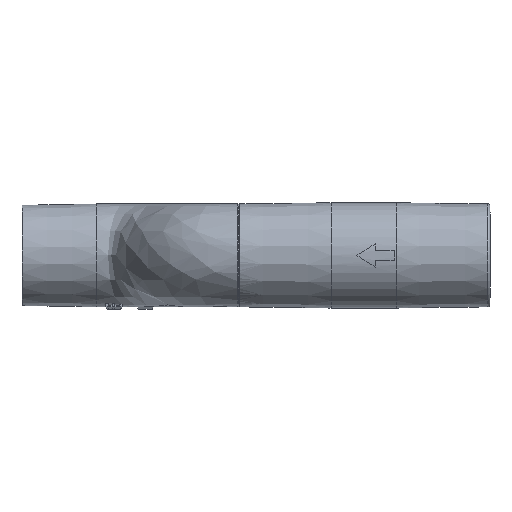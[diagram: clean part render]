
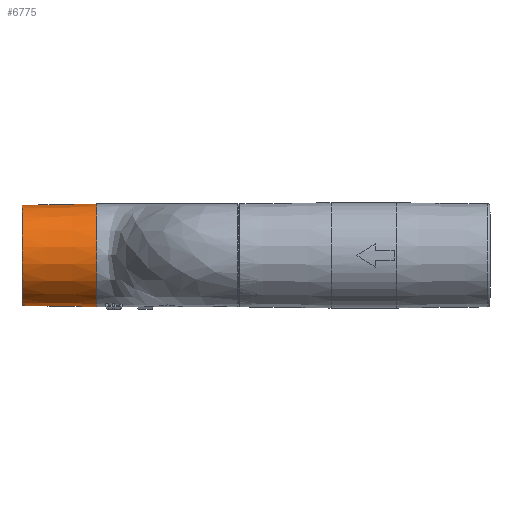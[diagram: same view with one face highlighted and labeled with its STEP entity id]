
A CAD part, left-side view. The second image highlights one B-rep face of the part: STEP entity #6775.
In plain terms, the highlighted conical face has half-angle 1 degrees and reference radius 11 mm.
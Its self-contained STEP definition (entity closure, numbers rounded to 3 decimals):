
#511=CONICAL_SURFACE('',#7535,11.,0.017);
#772=FACE_OUTER_BOUND('',#1178,.T.);
#1178=EDGE_LOOP('',(#5854,#5855,#5856,#5857,#5858,#5859,#5860));
#1546=LINE('',#16841,#2006);
#2006=VECTOR('',#9164,11.);
#2343=CIRCLE('',#7122,11.);
#2345=CIRCLE('',#7125,11.);
#2581=CIRCLE('',#7531,11.);
#2585=CIRCLE('',#7536,10.721);
#2586=CIRCLE('',#7537,10.721);
#2772=VERTEX_POINT('',#13732);
#2773=VERTEX_POINT('',#13737);
#2787=VERTEX_POINT('',#14262);
#3157=VERTEX_POINT('',#16840);
#3158=VERTEX_POINT('',#16842);
#3528=EDGE_CURVE('',#2773,#2772,#2343,.T.);
#3543=EDGE_CURVE('',#2772,#2787,#2345,.T.);
#4051=EDGE_CURVE('',#2787,#2773,#2581,.T.);
#4084=EDGE_CURVE('',#2787,#3157,#1546,.T.);
#4085=EDGE_CURVE('',#3158,#3157,#2585,.T.);
#4086=EDGE_CURVE('',#3157,#3158,#2586,.T.);
#5854=ORIENTED_EDGE('',*,*,#3528,.T.);
#5855=ORIENTED_EDGE('',*,*,#3543,.T.);
#5856=ORIENTED_EDGE('',*,*,#4084,.T.);
#5857=ORIENTED_EDGE('',*,*,#4085,.F.);
#5858=ORIENTED_EDGE('',*,*,#4086,.F.);
#5859=ORIENTED_EDGE('',*,*,#4084,.F.);
#5860=ORIENTED_EDGE('',*,*,#4051,.T.);
#6775=ADVANCED_FACE('',(#772),#511,.T.);
#7122=AXIS2_PLACEMENT_3D('',#13738,#8172,#8173);
#7125=AXIS2_PLACEMENT_3D('',#14270,#8178,#8179);
#7531=AXIS2_PLACEMENT_3D('',#16433,#9154,#9155);
#7535=AXIS2_PLACEMENT_3D('',#16839,#9162,#9163);
#7536=AXIS2_PLACEMENT_3D('',#16843,#9165,#9166);
#7537=AXIS2_PLACEMENT_3D('',#16844,#9167,#9168);
#8172=DIRECTION('center_axis',(0.,1.,0.));
#8173=DIRECTION('ref_axis',(0.,0.,1.));
#8178=DIRECTION('center_axis',(0.,1.,0.));
#8179=DIRECTION('ref_axis',(0.,0.,1.));
#9154=DIRECTION('center_axis',(0.,1.,0.));
#9155=DIRECTION('ref_axis',(0.,0.,1.));
#9162=DIRECTION('center_axis',(0.,-1.,0.));
#9163=DIRECTION('ref_axis',(0.,0.,1.));
#9164=DIRECTION('',(0.,1.,0.017));
#9165=DIRECTION('center_axis',(0.,1.,0.));
#9166=DIRECTION('ref_axis',(0.,0.,1.));
#9167=DIRECTION('center_axis',(0.,1.,0.));
#9168=DIRECTION('ref_axis',(0.,0.,1.));
#13732=CARTESIAN_POINT('',(5.273,46.,-9.654));
#13737=CARTESIAN_POINT('',(0.,46.,11.));
#13738=CARTESIAN_POINT('Origin',(0.,46.,0.));
#14262=CARTESIAN_POINT('',(0.,46.,-11.));
#14270=CARTESIAN_POINT('Origin',(0.,46.,0.));
#16433=CARTESIAN_POINT('Origin',(0.,46.,0.));
#16839=CARTESIAN_POINT('Origin',(0.,46.,0.));
#16840=CARTESIAN_POINT('',(0.,62.,-10.721));
#16841=CARTESIAN_POINT('',(0.,46.,-11.));
#16842=CARTESIAN_POINT('',(0.,62.,10.721));
#16843=CARTESIAN_POINT('Origin',(0.,62.,0.));
#16844=CARTESIAN_POINT('Origin',(0.,62.,0.));
